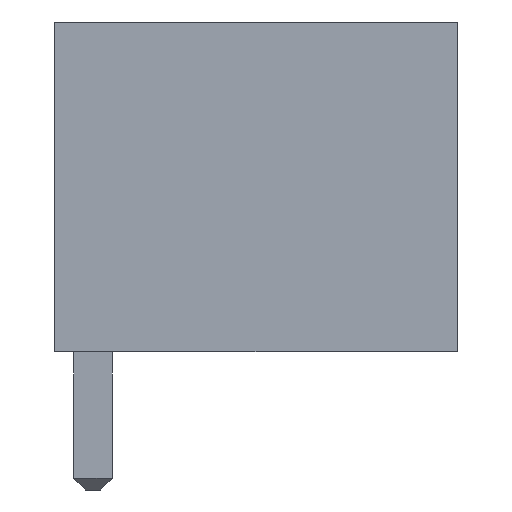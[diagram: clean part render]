
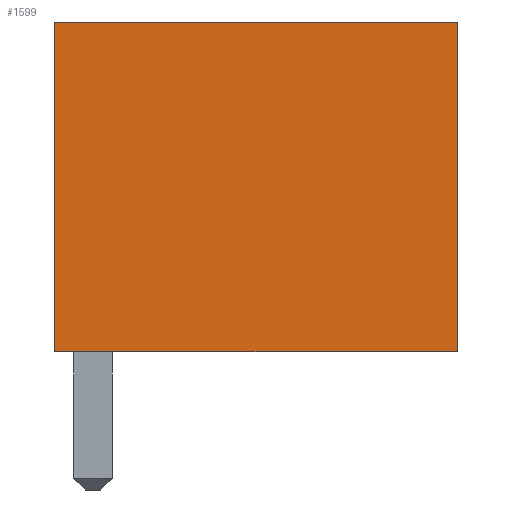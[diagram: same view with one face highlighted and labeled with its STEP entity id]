
A CAD part, left-side view. The second image highlights one B-rep face of the part: STEP entity #1599.
In plain terms, the highlighted planar face has unit normal (-1, 0, 0).
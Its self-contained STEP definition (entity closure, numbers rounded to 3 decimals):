
#8 = ORIENTED_EDGE ( 'NONE', *, *, #2688, .F. ) ;
#65 = VECTOR ( 'NONE', #2817, 1000. ) ;
#127 = VERTEX_POINT ( 'NONE', #1662 ) ;
#154 = CARTESIAN_POINT ( 'NONE',  ( -11.65, 0., 8.6 ) ) ;
#159 = VERTEX_POINT ( 'NONE', #713 ) ;
#170 = DIRECTION ( 'NONE',  ( 0., -1., 0. ) ) ;
#255 = LINE ( 'NONE', #3383, #3030 ) ;
#713 = CARTESIAN_POINT ( 'NONE',  ( -11.65, 0., 0. ) ) ;
#788 = ORIENTED_EDGE ( 'NONE', *, *, #2957, .T. ) ;
#799 = CARTESIAN_POINT ( 'NONE',  ( -11.65, 0., 8.6 ) ) ;
#1129 = DIRECTION ( 'NONE',  ( 0., 0., -1. ) ) ;
#1335 = DIRECTION ( 'NONE',  ( 0., -1., 0. ) ) ;
#1394 = DIRECTION ( 'NONE',  ( 0., 0., -1. ) ) ;
#1599 = ADVANCED_FACE ( 'NONE', ( #3910 ), #2969, .F. ) ;
#1662 = CARTESIAN_POINT ( 'NONE',  ( -11.65, 10.5, 8.6 ) ) ;
#1705 = LINE ( 'NONE', #154, #2717 ) ;
#1863 = VERTEX_POINT ( 'NONE', #3638 ) ;
#1872 = EDGE_CURVE ( 'NONE', #127, #1863, #255, .T. ) ;
#2097 = VECTOR ( 'NONE', #1335, 1000. ) ;
#2182 = AXIS2_PLACEMENT_3D ( 'NONE', #799, #2710, #1394 ) ;
#2250 = ORIENTED_EDGE ( 'NONE', *, *, #1872, .T. ) ;
#2409 = CARTESIAN_POINT ( 'NONE',  ( -11.65, 0., 8.6 ) ) ;
#2688 = EDGE_CURVE ( 'NONE', #127, #3075, #1705, .T. ) ;
#2710 = DIRECTION ( 'NONE',  ( 1., 0., 0. ) ) ;
#2717 = VECTOR ( 'NONE', #170, 1000. ) ;
#2817 = DIRECTION ( 'NONE',  ( 0., 0., -1. ) ) ;
#2901 = CARTESIAN_POINT ( 'NONE',  ( -11.65, 0., 8.6 ) ) ;
#2957 = EDGE_CURVE ( 'NONE', #1863, #159, #3304, .T. ) ;
#2969 = PLANE ( 'NONE',  #2182 ) ;
#3030 = VECTOR ( 'NONE', #1129, 1000. ) ;
#3075 = VERTEX_POINT ( 'NONE', #2409 ) ;
#3218 = EDGE_CURVE ( 'NONE', #3075, #159, #3494, .T. ) ;
#3304 = LINE ( 'NONE', #3322, #2097 ) ;
#3322 = CARTESIAN_POINT ( 'NONE',  ( -11.65, 0., 0. ) ) ;
#3381 = ORIENTED_EDGE ( 'NONE', *, *, #3218, .F. ) ;
#3383 = CARTESIAN_POINT ( 'NONE',  ( -11.65, 10.5, 8.6 ) ) ;
#3494 = LINE ( 'NONE', #2901, #65 ) ;
#3638 = CARTESIAN_POINT ( 'NONE',  ( -11.65, 10.5, 0. ) ) ;
#3837 = EDGE_LOOP ( 'NONE', ( #788, #3381, #8, #2250 ) ) ;
#3910 = FACE_OUTER_BOUND ( 'NONE', #3837, .T. ) ;
